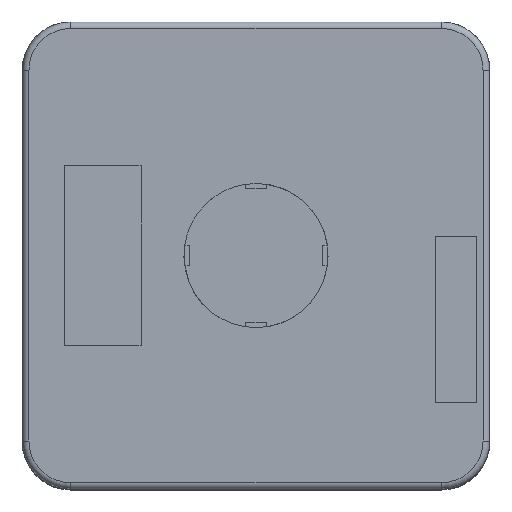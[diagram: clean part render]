
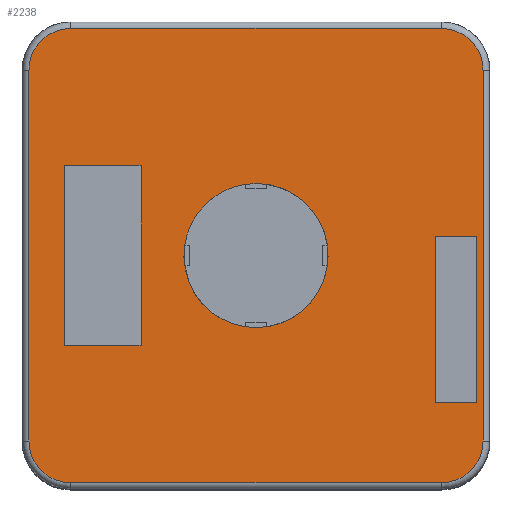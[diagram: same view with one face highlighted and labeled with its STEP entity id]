
A CAD part, top view. The second image highlights one B-rep face of the part: STEP entity #2238.
In plain terms, the highlighted face is planar.
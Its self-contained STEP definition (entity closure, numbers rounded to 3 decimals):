
#1411=DIRECTION('',(0.,1.,0.));
#1412=VECTOR('',#1411,6.5);
#1413=CARTESIAN_POINT('',(-22.95,27.95,0.));
#1414=LINE('',#1413,#1412);
#1415=DIRECTION('',(1.,0.,0.));
#1416=VECTOR('',#1415,26.);
#1417=CARTESIAN_POINT('',(-22.95,34.45,0.));
#1418=LINE('',#1417,#1416);
#1419=DIRECTION('',(0.,-1.,0.));
#1420=VECTOR('',#1419,6.5);
#1421=CARTESIAN_POINT('',(3.05,34.45,0.));
#1422=LINE('',#1421,#1420);
#1423=DIRECTION('',(-1.,0.,0.));
#1424=VECTOR('',#1423,26.);
#1425=CARTESIAN_POINT('',(3.05,27.95,0.));
#1426=LINE('',#1425,#1424);
#1427=DIRECTION('',(0.,1.,0.));
#1428=VECTOR('',#1427,12.);
#1429=CARTESIAN_POINT('',(-14.,-29.95,0.));
#1430=LINE('',#1429,#1428);
#1431=DIRECTION('',(1.,0.,0.));
#1432=VECTOR('',#1431,28.);
#1433=CARTESIAN_POINT('',(-14.,-17.95,0.));
#1434=LINE('',#1433,#1432);
#1435=DIRECTION('',(0.,-1.,0.));
#1436=VECTOR('',#1435,12.);
#1437=CARTESIAN_POINT('',(14.,-17.95,0.));
#1438=LINE('',#1437,#1436);
#1439=DIRECTION('',(-1.,0.,0.));
#1440=VECTOR('',#1439,28.);
#1441=CARTESIAN_POINT('',(14.,-29.95,0.));
#1442=LINE('',#1441,#1440);
#1443=CARTESIAN_POINT('',(28.95,28.95,0.));
#1444=DIRECTION('',(0.,0.,-1.));
#1445=DIRECTION('',(0.,1.,0.));
#1446=AXIS2_PLACEMENT_3D('',#1443,#1444,#1445);
#1448=DIRECTION('',(1.,0.,0.));
#1449=VECTOR('',#1448,57.9);
#1450=CARTESIAN_POINT('',(-28.95,35.45,0.));
#1451=LINE('',#1450,#1449);
#1452=CARTESIAN_POINT('',(-28.95,28.95,0.));
#1453=DIRECTION('',(0.,0.,-1.));
#1454=DIRECTION('',(-1.,0.,0.));
#1455=AXIS2_PLACEMENT_3D('',#1452,#1453,#1454);
#1457=DIRECTION('',(0.,1.,0.));
#1458=VECTOR('',#1457,57.9);
#1459=CARTESIAN_POINT('',(-35.45,-28.95,0.));
#1460=LINE('',#1459,#1458);
#1461=CARTESIAN_POINT('',(-28.95,-28.95,0.));
#1462=DIRECTION('',(0.,0.,-1.));
#1463=DIRECTION('',(0.,-1.,0.));
#1464=AXIS2_PLACEMENT_3D('',#1461,#1462,#1463);
#1466=DIRECTION('',(-1.,0.,0.));
#1467=VECTOR('',#1466,57.9);
#1468=CARTESIAN_POINT('',(28.95,-35.45,0.));
#1469=LINE('',#1468,#1467);
#1470=CARTESIAN_POINT('',(28.95,-28.95,0.));
#1471=DIRECTION('',(0.,0.,-1.));
#1472=DIRECTION('',(1.,0.,0.));
#1473=AXIS2_PLACEMENT_3D('',#1470,#1471,#1472);
#1475=DIRECTION('',(0.,-1.,0.));
#1476=VECTOR('',#1475,57.9);
#1477=CARTESIAN_POINT('',(35.45,28.95,0.));
#1478=LINE('',#1477,#1476);
#1479=CARTESIAN_POINT('',(0.,0.,0.));
#1480=DIRECTION('',(0.,0.,-1.));
#1481=DIRECTION('',(0.99,-0.142,0.));
#1482=AXIS2_PLACEMENT_3D('',#1479,#1480,#1481);
#1840=CARTESIAN_POINT('',(0.,0.,0.));
#1841=DIRECTION('',(0.,0.,1.));
#1842=DIRECTION('',(0.99,-0.142,0.));
#1843=AXIS2_PLACEMENT_3D('',#1840,#1841,#1842);
#2049=CARTESIAN_POINT('',(-22.95,27.95,0.));
#2050=CARTESIAN_POINT('',(-22.95,34.45,0.));
#2051=VERTEX_POINT('',#2049);
#2052=VERTEX_POINT('',#2050);
#2053=CARTESIAN_POINT('',(3.05,34.45,0.));
#2054=VERTEX_POINT('',#2053);
#2055=CARTESIAN_POINT('',(3.05,27.95,0.));
#2056=VERTEX_POINT('',#2055);
#2065=CARTESIAN_POINT('',(-14.,-29.95,0.));
#2066=CARTESIAN_POINT('',(-14.,-17.95,0.));
#2067=VERTEX_POINT('',#2065);
#2068=VERTEX_POINT('',#2066);
#2069=CARTESIAN_POINT('',(14.,-17.95,0.));
#2070=VERTEX_POINT('',#2069);
#2071=CARTESIAN_POINT('',(14.,-29.95,0.));
#2072=VERTEX_POINT('',#2071);
#2121=CARTESIAN_POINT('',(28.95,35.45,0.));
#2122=CARTESIAN_POINT('',(35.45,28.95,0.));
#2123=VERTEX_POINT('',#2121);
#2124=VERTEX_POINT('',#2122);
#2129=CARTESIAN_POINT('',(35.45,-28.95,0.));
#2130=VERTEX_POINT('',#2129);
#2133=CARTESIAN_POINT('',(28.95,-35.45,0.));
#2134=VERTEX_POINT('',#2133);
#2137=CARTESIAN_POINT('',(-28.95,-35.45,0.));
#2138=VERTEX_POINT('',#2137);
#2141=CARTESIAN_POINT('',(-35.45,-28.95,0.));
#2142=VERTEX_POINT('',#2141);
#2145=CARTESIAN_POINT('',(-35.45,28.95,0.));
#2146=VERTEX_POINT('',#2145);
#2149=CARTESIAN_POINT('',(-28.95,35.45,0.));
#2150=VERTEX_POINT('',#2149);
#2169=CARTESIAN_POINT('',(11.136,-1.6,0.));
#2170=VERTEX_POINT('',#2169);
#2171=CARTESIAN_POINT('',(1.6,-11.136,0.));
#2173=VERTEX_POINT('',#2171);
#2189=CARTESIAN_POINT('',(0.,0.,0.));
#2190=DIRECTION('',(0.,0.,1.));
#2191=DIRECTION('',(1.,0.,0.));
#2192=AXIS2_PLACEMENT_3D('',#2189,#2190,#2191);
#2193=PLANE('',#2192);
#2195=ORIENTED_EDGE('',*,*,#2194,.F.);
#2197=ORIENTED_EDGE('',*,*,#2196,.F.);
#2199=ORIENTED_EDGE('',*,*,#2198,.F.);
#2201=ORIENTED_EDGE('',*,*,#2200,.F.);
#2203=ORIENTED_EDGE('',*,*,#2202,.F.);
#2205=ORIENTED_EDGE('',*,*,#2204,.F.);
#2207=ORIENTED_EDGE('',*,*,#2206,.F.);
#2209=ORIENTED_EDGE('',*,*,#2208,.F.);
#2210=EDGE_LOOP('',(#2195,#2197,#2199,#2201,#2203,#2205,#2207,#2209));
#2211=FACE_OUTER_BOUND('',#2210,.F.);
#2213=ORIENTED_EDGE('',*,*,#2212,.T.);
#2215=ORIENTED_EDGE('',*,*,#2214,.T.);
#2217=ORIENTED_EDGE('',*,*,#2216,.T.);
#2219=ORIENTED_EDGE('',*,*,#2218,.T.);
#2220=EDGE_LOOP('',(#2213,#2215,#2217,#2219));
#2221=FACE_BOUND('',#2220,.F.);
#2223=ORIENTED_EDGE('',*,*,#2222,.T.);
#2225=ORIENTED_EDGE('',*,*,#2224,.T.);
#2227=ORIENTED_EDGE('',*,*,#2226,.T.);
#2229=ORIENTED_EDGE('',*,*,#2228,.T.);
#2230=EDGE_LOOP('',(#2223,#2225,#2227,#2229));
#2231=FACE_BOUND('',#2230,.F.);
#2233=ORIENTED_EDGE('',*,*,#2232,.F.);
#2235=ORIENTED_EDGE('',*,*,#2234,.T.);
#2236=EDGE_LOOP('',(#2233,#2235));
#2237=FACE_BOUND('',#2236,.F.);
#2238=ADVANCED_FACE('',(#2211,#2221,#2231,#2237),#2193,.F.);
#1447=CIRCLE('',#1446,6.5);
#1456=CIRCLE('',#1455,6.5);
#1465=CIRCLE('',#1464,6.5);
#1474=CIRCLE('',#1473,6.5);
#1483=CIRCLE('',#1482,11.25);
#1844=CIRCLE('',#1843,11.25);
#2194=EDGE_CURVE('',#2123,#2124,#1447,.T.);
#2196=EDGE_CURVE('',#2150,#2123,#1451,.T.);
#2198=EDGE_CURVE('',#2146,#2150,#1456,.T.);
#2200=EDGE_CURVE('',#2142,#2146,#1460,.T.);
#2202=EDGE_CURVE('',#2138,#2142,#1465,.T.);
#2204=EDGE_CURVE('',#2134,#2138,#1469,.T.);
#2206=EDGE_CURVE('',#2130,#2134,#1474,.T.);
#2208=EDGE_CURVE('',#2124,#2130,#1478,.T.);
#2212=EDGE_CURVE('',#2067,#2068,#1430,.T.);
#2214=EDGE_CURVE('',#2068,#2070,#1434,.T.);
#2216=EDGE_CURVE('',#2070,#2072,#1438,.T.);
#2218=EDGE_CURVE('',#2072,#2067,#1442,.T.);
#2222=EDGE_CURVE('',#2051,#2052,#1414,.T.);
#2224=EDGE_CURVE('',#2052,#2054,#1418,.T.);
#2226=EDGE_CURVE('',#2054,#2056,#1422,.T.);
#2228=EDGE_CURVE('',#2056,#2051,#1426,.T.);
#2232=EDGE_CURVE('',#2170,#2173,#1844,.T.);
#2234=EDGE_CURVE('',#2170,#2173,#1483,.T.);
